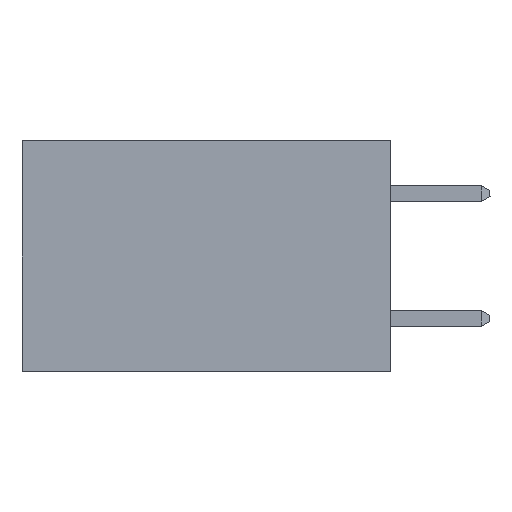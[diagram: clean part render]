
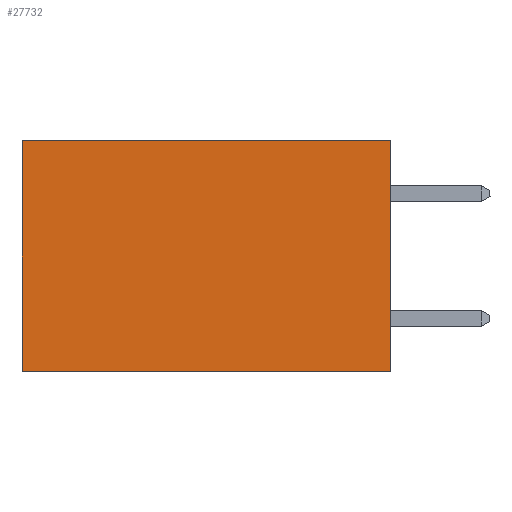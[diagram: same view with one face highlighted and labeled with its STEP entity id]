
A CAD part, left-side view. The second image highlights one B-rep face of the part: STEP entity #27732.
In plain terms, the highlighted planar face has unit normal (-1, 0, 0).
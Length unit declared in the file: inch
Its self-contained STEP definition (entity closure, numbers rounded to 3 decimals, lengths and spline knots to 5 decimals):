
#1322 = CARTESIAN_POINT ( 'NONE',  ( 0.277, 0., 0. ) ) ;
#1393 = VECTOR ( 'NONE', #6883, 39.37008 ) ;
#2407 = DIRECTION ( 'NONE',  ( 0., 1., 0. ) ) ;
#3155 = CARTESIAN_POINT ( 'NONE',  ( 0.277, 0.59, 0. ) ) ;
#3756 = CARTESIAN_POINT ( 'NONE',  ( 0.277, 0., -0.37 ) ) ;
#3998 = CARTESIAN_POINT ( 'NONE',  ( 0.277, 0.59, -0.37 ) ) ;
#5426 = ORIENTED_EDGE ( 'NONE', *, *, #15969, .F. ) ;
#6883 = DIRECTION ( 'NONE',  ( 0., 1., 0. ) ) ;
#6912 = LINE ( 'NONE', #3998, #19448 ) ;
#7710 = VERTEX_POINT ( 'NONE', #10248 ) ;
#7845 = LINE ( 'NONE', #22797, #1393 ) ;
#7932 = DIRECTION ( 'NONE',  ( 0., 0., -1. ) ) ;
#8677 = ORIENTED_EDGE ( 'NONE', *, *, #16263, .F. ) ;
#10248 = CARTESIAN_POINT ( 'NONE',  ( 0.277, 0.59, -0.37 ) ) ;
#11340 = LINE ( 'NONE', #28908, #16773 ) ;
#11578 = DIRECTION ( 'NONE',  ( 0., 0., -1. ) ) ;
#11952 = VERTEX_POINT ( 'NONE', #3756 ) ;
#12015 = LINE ( 'NONE', #23573, #32121 ) ;
#15779 = VERTEX_POINT ( 'NONE', #3155 ) ;
#15969 = EDGE_CURVE ( 'NONE', #11952, #7710, #7845, .T. ) ;
#16263 = EDGE_CURVE ( 'NONE', #18938, #11952, #12015, .T. ) ;
#16773 = VECTOR ( 'NONE', #2407, 39.37008 ) ;
#16973 = EDGE_LOOP ( 'NONE', ( #20893, #5426, #8677, #22224 ) ) ;
#18938 = VERTEX_POINT ( 'NONE', #1322 ) ;
#19448 = VECTOR ( 'NONE', #27849, 39.37008 ) ;
#20893 = ORIENTED_EDGE ( 'NONE', *, *, #21710, .T. ) ;
#21710 = EDGE_CURVE ( 'NONE', #15779, #7710, #6912, .T. ) ;
#22224 = ORIENTED_EDGE ( 'NONE', *, *, #31448, .T. ) ;
#22797 = CARTESIAN_POINT ( 'NONE',  ( 0.277, 0., -0.37 ) ) ;
#23573 = CARTESIAN_POINT ( 'NONE',  ( 0.277, 0., -0.37 ) ) ;
#24705 = CARTESIAN_POINT ( 'NONE',  ( 0.277, 0., -0.37 ) ) ;
#27199 = PLANE ( 'NONE',  #28686 ) ;
#27301 = DIRECTION ( 'NONE',  ( 1., 0., 0. ) ) ;
#27732 = ADVANCED_FACE ( 'NONE', ( #32984 ), #27199, .F. ) ;
#27849 = DIRECTION ( 'NONE',  ( 0., 0., -1. ) ) ;
#28686 = AXIS2_PLACEMENT_3D ( 'NONE', #24705, #27301, #11578 ) ;
#28908 = CARTESIAN_POINT ( 'NONE',  ( 0.277, 0., 0. ) ) ;
#31448 = EDGE_CURVE ( 'NONE', #18938, #15779, #11340, .T. ) ;
#32121 = VECTOR ( 'NONE', #7932, 39.37008 ) ;
#32984 = FACE_OUTER_BOUND ( 'NONE', #16973, .T. ) ;
